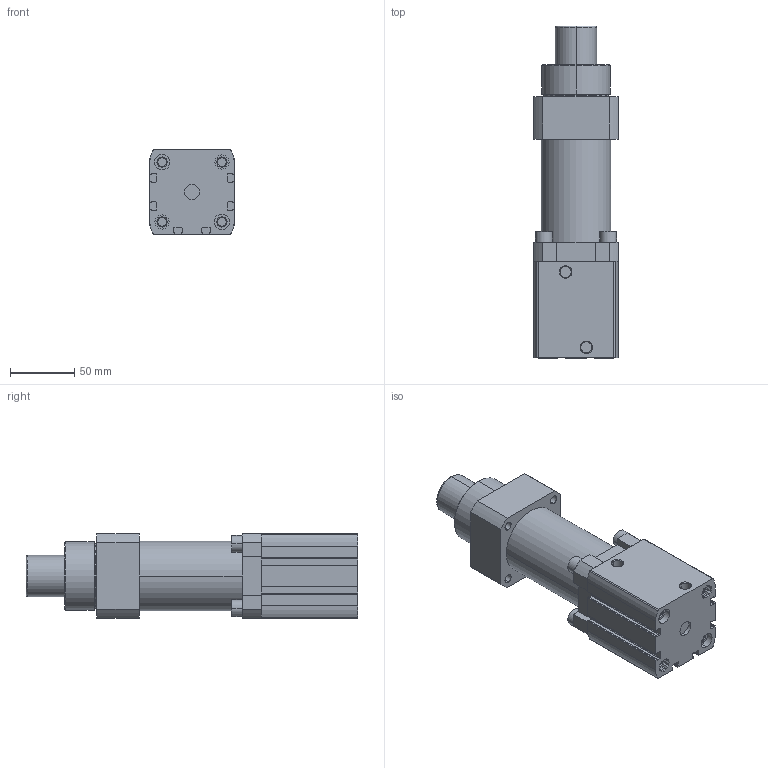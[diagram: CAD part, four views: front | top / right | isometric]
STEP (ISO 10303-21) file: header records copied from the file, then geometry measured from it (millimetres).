
FILE_DESCRIPTION (( 'STEP AP203' ), '1' );
FILE_NAME ('ISE50-2 Indexiereinheit.STEP', '2012-06-07T13:08:14', ( '' ), ( '' ), 'SwSTEP 2.0', 'SolidWorks 2011', '' );
FILE_SCHEMA (( 'CONFIG_CONTROL_DESIGN' ));
Length unit declared in the file: millimetre
Products named in the file (3): ISE50-2 Indexiereinheit; ISE50-2 Bolzen; ISE50-1 Grundkörper
Assembly tree (2 placements, depth 2):
  ISE50-2 Indexiereinheit
    ISE50-2 Bolzen
    ISE50-1 Grundkörper
Bounding box: 66 x 258 x 66 mm (x, y, z)
Volume: 627985.1 mm3; surface area: 110463.8 mm2
Topology: 3 solids, 3 shells, 345 faces, 929 edges, 612 vertices
Faces by surface type: plane 200, cylinder 117, cone 22, torus 6
Entity records: 11248 total; most frequent: CARTESIAN_POINT 2001, DIRECTION 1891, ORIENTED_EDGE 1858, EDGE_CURVE 929, VECTOR 655, LINE 655, AXIS2_PLACEMENT_3D 618, VERTEX_POINT 612
